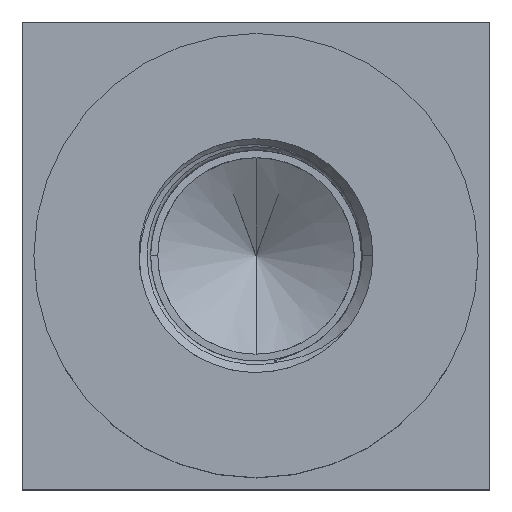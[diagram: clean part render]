
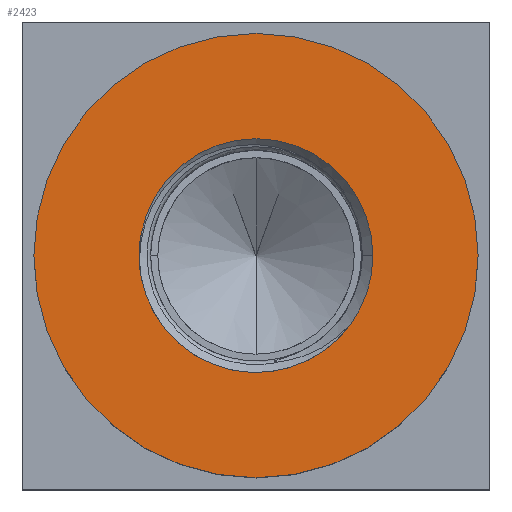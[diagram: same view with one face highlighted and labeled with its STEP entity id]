
A CAD part, top view. The second image highlights one B-rep face of the part: STEP entity #2423.
In plain terms, the highlighted planar face has unit normal (0, 0, 1).
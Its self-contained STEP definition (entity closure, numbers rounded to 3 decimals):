
#71 = DIRECTION ( 'NONE',  ( 0., 0., -1. ) ) ;
#164 = PLANE ( 'NONE',  #1313 ) ;
#343 = AXIS2_PLACEMENT_3D ( 'NONE', #5840, #4224, #778 ) ;
#367 = AXIS2_PLACEMENT_3D ( 'NONE', #6501, #71, #4003 ) ;
#563 = EDGE_CURVE ( 'NONE', #2168, #1089, #2565, .T. ) ;
#657 = DIRECTION ( 'NONE',  ( 0., 0., -1. ) ) ;
#677 = AXIS2_PLACEMENT_3D ( 'NONE', #1056, #6022, #4035 ) ;
#778 = DIRECTION ( 'NONE',  ( 1., 0., 0. ) ) ;
#969 = CARTESIAN_POINT ( 'NONE',  ( 0., 0., 6.5 ) ) ;
#980 = CIRCLE ( 'NONE', #677, 4.75 ) ;
#998 = CARTESIAN_POINT ( 'NONE',  ( -4.75, 0., 6.5 ) ) ;
#1007 = ORIENTED_EDGE ( 'NONE', *, *, #2679, .T. ) ;
#1011 = CARTESIAN_POINT ( 'NONE',  ( -2.5, 0., 6.5 ) ) ;
#1056 = CARTESIAN_POINT ( 'NONE',  ( 0., 0., 6.5 ) ) ;
#1089 = VERTEX_POINT ( 'NONE', #4983 ) ;
#1116 = CARTESIAN_POINT ( 'NONE',  ( 2.5, 0., 6.5 ) ) ;
#1134 = ORIENTED_EDGE ( 'NONE', *, *, #2417, .F. ) ;
#1175 = VERTEX_POINT ( 'NONE', #1011 ) ;
#1266 = VERTEX_POINT ( 'NONE', #2637 ) ;
#1313 = AXIS2_PLACEMENT_3D ( 'NONE', #2183, #6217, #1747 ) ;
#1747 = DIRECTION ( 'NONE',  ( 0., -1., 0. ) ) ;
#1766 = EDGE_CURVE ( 'NONE', #2262, #5571, #980, .T. ) ;
#1992 = DIRECTION ( 'NONE',  ( 1., 0., 0. ) ) ;
#2168 = VERTEX_POINT ( 'NONE', #1116 ) ;
#2183 = CARTESIAN_POINT ( 'NONE',  ( 0., 0., 6.5 ) ) ;
#2262 = VERTEX_POINT ( 'NONE', #2606 ) ;
#2333 = CIRCLE ( 'NONE', #3179, 2.5 ) ;
#2417 = EDGE_CURVE ( 'NONE', #5571, #2262, #3632, .T. ) ;
#2423 = ADVANCED_FACE ( 'NONE', ( #4697, #2709 ), #164, .F. ) ;
#2565 = CIRCLE ( 'NONE', #343, 2.5 ) ;
#2606 = CARTESIAN_POINT ( 'NONE',  ( 4.75, 0., 6.5 ) ) ;
#2637 = CARTESIAN_POINT ( 'NONE',  ( -2.458, -0.456, 6.5 ) ) ;
#2676 = DIRECTION ( 'NONE',  ( 1., 0., 0. ) ) ;
#2679 = EDGE_CURVE ( 'NONE', #1175, #2168, #4053, .T. ) ;
#2709 = FACE_BOUND ( 'NONE', #3716, .T. ) ;
#2793 = AXIS2_PLACEMENT_3D ( 'NONE', #3169, #657, #2676 ) ;
#3086 = DIRECTION ( 'NONE',  ( 0., 0., -1. ) ) ;
#3153 = EDGE_LOOP ( 'NONE', ( #1134, #3667 ) ) ;
#3169 = CARTESIAN_POINT ( 'NONE',  ( 0., 0., 6.5 ) ) ;
#3179 = AXIS2_PLACEMENT_3D ( 'NONE', #6097, #3086, #5105 ) ;
#3189 = EDGE_CURVE ( 'NONE', #1089, #1266, #4056, .T. ) ;
#3620 = DIRECTION ( 'NONE',  ( 0., 0., -1. ) ) ;
#3632 = CIRCLE ( 'NONE', #2793, 4.75 ) ;
#3642 = ORIENTED_EDGE ( 'NONE', *, *, #563, .T. ) ;
#3667 = ORIENTED_EDGE ( 'NONE', *, *, #1766, .F. ) ;
#3699 = ORIENTED_EDGE ( 'NONE', *, *, #4105, .T. ) ;
#3716 = EDGE_LOOP ( 'NONE', ( #4253, #3699, #1007, #3642 ) ) ;
#4003 = DIRECTION ( 'NONE',  ( 1., 0., 0. ) ) ;
#4035 = DIRECTION ( 'NONE',  ( 1., 0., 0. ) ) ;
#4053 = CIRCLE ( 'NONE', #4907, 2.5 ) ;
#4056 = CIRCLE ( 'NONE', #367, 2.5 ) ;
#4105 = EDGE_CURVE ( 'NONE', #1266, #1175, #2333, .T. ) ;
#4224 = DIRECTION ( 'NONE',  ( 0., 0., -1. ) ) ;
#4253 = ORIENTED_EDGE ( 'NONE', *, *, #3189, .T. ) ;
#4697 = FACE_OUTER_BOUND ( 'NONE', #3153, .T. ) ;
#4907 = AXIS2_PLACEMENT_3D ( 'NONE', #969, #3620, #1992 ) ;
#4983 = CARTESIAN_POINT ( 'NONE',  ( 2.037, -1.45, 6.5 ) ) ;
#5105 = DIRECTION ( 'NONE',  ( 1., 0., 0. ) ) ;
#5571 = VERTEX_POINT ( 'NONE', #998 ) ;
#5840 = CARTESIAN_POINT ( 'NONE',  ( 0., 0., 6.5 ) ) ;
#6022 = DIRECTION ( 'NONE',  ( 0., 0., -1. ) ) ;
#6097 = CARTESIAN_POINT ( 'NONE',  ( 0., 0., 6.5 ) ) ;
#6217 = DIRECTION ( 'NONE',  ( 0., 0., -1. ) ) ;
#6501 = CARTESIAN_POINT ( 'NONE',  ( 0., 0., 6.5 ) ) ;
